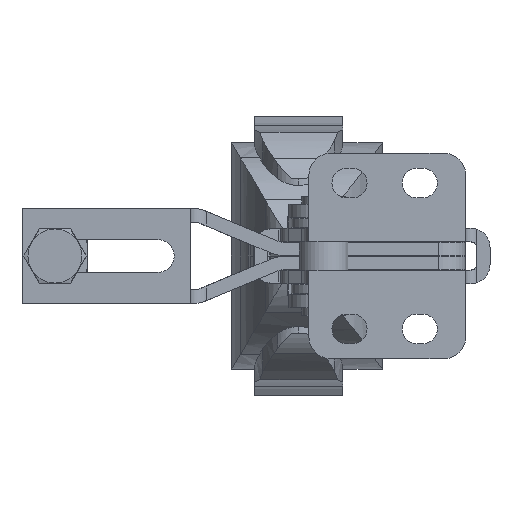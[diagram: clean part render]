
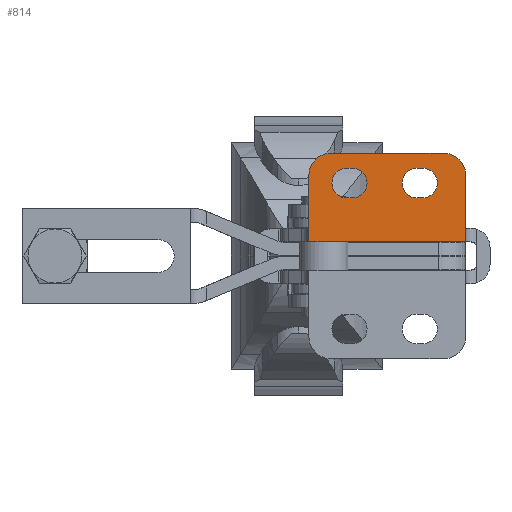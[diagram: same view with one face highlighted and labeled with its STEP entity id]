
A CAD part, front view. The second image highlights one B-rep face of the part: STEP entity #814.
In plain terms, the highlighted planar face has unit normal (0, -1, 0).
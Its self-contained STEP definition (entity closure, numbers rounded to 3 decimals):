
#814 = ADVANCED_FACE( '', ( #1789, #1790, #1791 ), #1792, .F. );
#1789 = FACE_BOUND( '', #3205, .T. );
#1790 = FACE_BOUND( '', #3206, .T. );
#1791 = FACE_OUTER_BOUND( '', #3207, .T. );
#1792 = PLANE( '', #3208 );
#3205 = EDGE_LOOP( '', ( #4709, #4710, #4711, #4712 ) );
#3206 = EDGE_LOOP( '', ( #4713, #4714, #4715, #4716 ) );
#3207 = EDGE_LOOP( '', ( #4717, #4718, #4719, #4720, #4721, #4722 ) );
#3208 = AXIS2_PLACEMENT_3D( '', #4723, #4724, #4725 );
#4709 = ORIENTED_EDGE( '', *, *, #8417, .T. );
#4710 = ORIENTED_EDGE( '', *, *, #8418, .T. );
#4711 = ORIENTED_EDGE( '', *, *, #8419, .T. );
#4712 = ORIENTED_EDGE( '', *, *, #8420, .T. );
#4713 = ORIENTED_EDGE( '', *, *, #8421, .T. );
#4714 = ORIENTED_EDGE( '', *, *, #8422, .T. );
#4715 = ORIENTED_EDGE( '', *, *, #8423, .T. );
#4716 = ORIENTED_EDGE( '', *, *, #8424, .T. );
#4717 = ORIENTED_EDGE( '', *, *, #8425, .T. );
#4718 = ORIENTED_EDGE( '', *, *, #8426, .F. );
#4719 = ORIENTED_EDGE( '', *, *, #8427, .F. );
#4720 = ORIENTED_EDGE( '', *, *, #8428, .F. );
#4721 = ORIENTED_EDGE( '', *, *, #8429, .F. );
#4722 = ORIENTED_EDGE( '', *, *, #8430, .T. );
#4723 = CARTESIAN_POINT( '', ( 0., 0., 5.1 ) );
#4724 = DIRECTION( '', ( 0., 1., 0. ) );
#4725 = DIRECTION( '', ( 0., 0., 1. ) );
#8417 = EDGE_CURVE( '', #9960, #9961, #9962, .T. );
#8418 = EDGE_CURVE( '', #9961, #9963, #9964, .T. );
#8419 = EDGE_CURVE( '', #9963, #9965, #9966, .T. );
#8420 = EDGE_CURVE( '', #9965, #9960, #9967, .T. );
#8421 = EDGE_CURVE( '', #9968, #9969, #9970, .T. );
#8422 = EDGE_CURVE( '', #9969, #9971, #9972, .T. );
#8423 = EDGE_CURVE( '', #9971, #9973, #9974, .T. );
#8424 = EDGE_CURVE( '', #9973, #9968, #9975, .T. );
#8425 = EDGE_CURVE( '', #9976, #9977, #9978, .T. );
#8426 = EDGE_CURVE( '', #9979, #9977, #9980, .T. );
#8427 = EDGE_CURVE( '', #9981, #9979, #9982, .T. );
#8428 = EDGE_CURVE( '', #9983, #9981, #9984, .T. );
#8429 = EDGE_CURVE( '', #9985, #9983, #9986, .T. );
#8430 = EDGE_CURVE( '', #9985, #9976, #9987, .T. );
#9960 = VERTEX_POINT( '', #12220 );
#9961 = VERTEX_POINT( '', #12221 );
#9962 = LINE( '', #12222, #12223 );
#9963 = VERTEX_POINT( '', #12224 );
#9964 = CIRCLE( '', #12225, 2.75 );
#9965 = VERTEX_POINT( '', #12226 );
#9966 = LINE( '', #12227, #12228 );
#9967 = CIRCLE( '', #12229, 2.75 );
#9968 = VERTEX_POINT( '', #12230 );
#9969 = VERTEX_POINT( '', #12231 );
#9970 = LINE( '', #12232, #12233 );
#9971 = VERTEX_POINT( '', #12234 );
#9972 = CIRCLE( '', #12235, 2.75 );
#9973 = VERTEX_POINT( '', #12236 );
#9974 = LINE( '', #12237, #12238 );
#9975 = CIRCLE( '', #12239, 2.75 );
#9976 = VERTEX_POINT( '', #12240 );
#9977 = VERTEX_POINT( '', #12241 );
#9978 = LINE( '', #12242, #12243 );
#9979 = VERTEX_POINT( '', #12244 );
#9980 = LINE( '', #12245, #12246 );
#9981 = VERTEX_POINT( '', #12247 );
#9982 = CIRCLE( '', #12248, 4. );
#9983 = VERTEX_POINT( '', #12249 );
#9984 = LINE( '', #12250, #12251 );
#9985 = VERTEX_POINT( '', #12252 );
#9986 = CIRCLE( '', #12253, 4. );
#9987 = LINE( '', #12254, #12255 );
#12220 = CARTESIAN_POINT( '', ( 8., 0., 10.75 ) );
#12221 = CARTESIAN_POINT( '', ( 7., 0., 10.75 ) );
#12222 = CARTESIAN_POINT( '', ( 8., 0., 10.75 ) );
#12223 = VECTOR( '', #15542, 1000. );
#12224 = CARTESIAN_POINT( '', ( 7., 0., 16.25 ) );
#12225 = AXIS2_PLACEMENT_3D( '', #15543, #15544, #15545 );
#12226 = CARTESIAN_POINT( '', ( 8., 0., 16.25 ) );
#12227 = CARTESIAN_POINT( '', ( 7., 0., 16.25 ) );
#12228 = VECTOR( '', #15546, 1000. );
#12229 = AXIS2_PLACEMENT_3D( '', #15547, #15548, #15549 );
#12230 = CARTESIAN_POINT( '', ( 21., 0., 10.75 ) );
#12231 = CARTESIAN_POINT( '', ( 20., 0., 10.75 ) );
#12232 = CARTESIAN_POINT( '', ( 21., 0., 10.75 ) );
#12233 = VECTOR( '', #15550, 1000. );
#12234 = CARTESIAN_POINT( '', ( 20., 0., 16.25 ) );
#12235 = AXIS2_PLACEMENT_3D( '', #15551, #15552, #15553 );
#12236 = CARTESIAN_POINT( '', ( 21., 0., 16.25 ) );
#12237 = CARTESIAN_POINT( '', ( 20., 0., 16.25 ) );
#12238 = VECTOR( '', #15554, 1000. );
#12239 = AXIS2_PLACEMENT_3D( '', #15555, #15556, #15557 );
#12240 = CARTESIAN_POINT( '', ( 0., 0., 2.6 ) );
#12241 = CARTESIAN_POINT( '', ( 29., 0., 2.6 ) );
#12242 = CARTESIAN_POINT( '', ( -7.8, 0., 2.6 ) );
#12243 = VECTOR( '', #15558, 1000. );
#12244 = CARTESIAN_POINT( '', ( 29., 0., 15. ) );
#12245 = CARTESIAN_POINT( '', ( 29., 0., 5.1 ) );
#12246 = VECTOR( '', #15559, 1000. );
#12247 = CARTESIAN_POINT( '', ( 25., 0., 19. ) );
#12248 = AXIS2_PLACEMENT_3D( '', #15560, #15561, #15562 );
#12249 = CARTESIAN_POINT( '', ( 4., 0., 19. ) );
#12250 = CARTESIAN_POINT( '', ( 4., 0., 19. ) );
#12251 = VECTOR( '', #15563, 1000. );
#12252 = CARTESIAN_POINT( '', ( 0., 0., 15. ) );
#12253 = AXIS2_PLACEMENT_3D( '', #15564, #15565, #15566 );
#12254 = CARTESIAN_POINT( '', ( 0., 0., 5.1 ) );
#12255 = VECTOR( '', #15567, 1000. );
#15542 = DIRECTION( '', ( -1., 0., 0. ) );
#15543 = CARTESIAN_POINT( '', ( 7., 0., 13.5 ) );
#15544 = DIRECTION( '', ( 0., 1., 0. ) );
#15545 = DIRECTION( '', ( 1., 0., 0. ) );
#15546 = DIRECTION( '', ( 1., 0., 0. ) );
#15547 = CARTESIAN_POINT( '', ( 8., 0., 13.5 ) );
#15548 = DIRECTION( '', ( 0., 1., 0. ) );
#15549 = DIRECTION( '', ( 1., 0., 0. ) );
#15550 = DIRECTION( '', ( -1., 0., 0. ) );
#15551 = CARTESIAN_POINT( '', ( 20., 0., 13.5 ) );
#15552 = DIRECTION( '', ( 0., 1., 0. ) );
#15553 = DIRECTION( '', ( 1., 0., 0. ) );
#15554 = DIRECTION( '', ( 1., 0., 0. ) );
#15555 = CARTESIAN_POINT( '', ( 21., 0., 13.5 ) );
#15556 = DIRECTION( '', ( 0., 1., 0. ) );
#15557 = DIRECTION( '', ( 1., 0., 0. ) );
#15558 = DIRECTION( '', ( 1., 0., 0. ) );
#15559 = DIRECTION( '', ( 0., 0., -1. ) );
#15560 = CARTESIAN_POINT( '', ( 25., 0., 15. ) );
#15561 = DIRECTION( '', ( 0., 1., 0. ) );
#15562 = DIRECTION( '', ( 1., 0., 0. ) );
#15563 = DIRECTION( '', ( 1., 0., 0. ) );
#15564 = CARTESIAN_POINT( '', ( 4., 0., 15. ) );
#15565 = DIRECTION( '', ( 0., 1., 0. ) );
#15566 = DIRECTION( '', ( 1., 0., 0. ) );
#15567 = DIRECTION( '', ( 0., 0., -1. ) );
